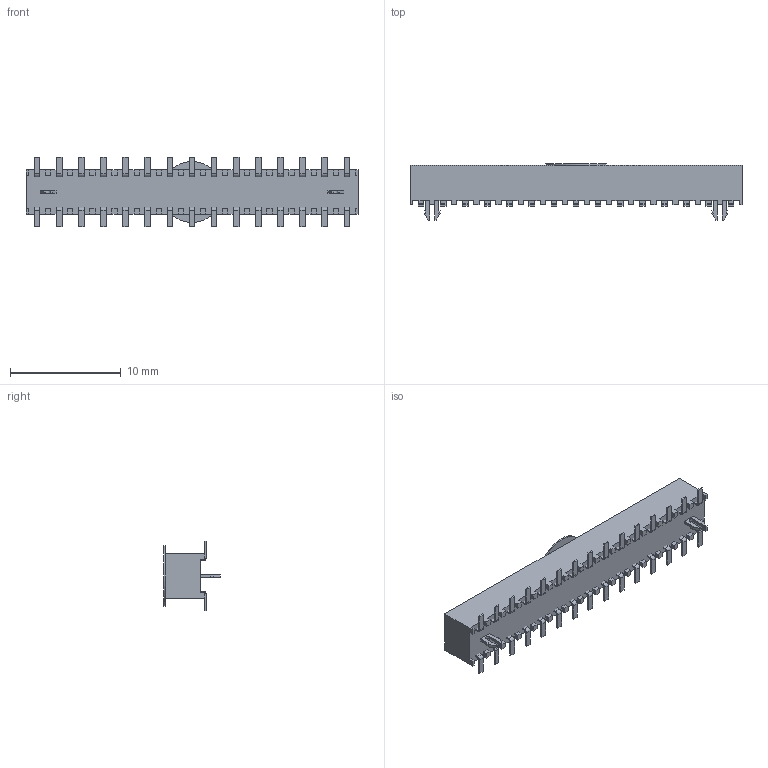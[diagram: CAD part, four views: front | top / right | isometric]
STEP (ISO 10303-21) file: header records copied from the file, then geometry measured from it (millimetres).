
FILE_DESCRIPTION(/* description */ ('STEP AP214'),/* implementation_level */ '2;1');
FILE_NAME(/* name */ 'SMM-115-02-S-D-LC-K-TR',/* time_stamp */ '2024-06-26T12:07:02+02:00',/* author */ ('License CC BY-ND 4.0'),/* organization */ ('CADENAS'),/* preprocessor_version */ 'ST-DEVELOPER v19.3',/* originating_system */ 'PARTsolutions',/* authorisation */ ' ');
FILE_SCHEMA (('AUTOMOTIVE_DESIGN {1 0 10303 214 3 1 1}'));
Length unit declared in the file: inch
Products named in the file (4): SMM-115-02-S-D-LC-K-TR; SMM-115-02-xx-D-LC_socket; C-56-02-15-D_pins; K-DOT-0.2165-0.313-0.005-D_polyamide_pick
Assembly tree (3 placements, depth 2):
  SMM-115-02-S-D-LC-K-TR
    SMM-115-02-xx-D-LC_socket
    C-56-02-15-D_pins
    K-DOT-0.2165-0.313-0.005-D_polyamide_pick
Bounding box: 29.98 x 5.08 x 6.29 mm (x, y, z)
Volume: 462 mm3; surface area: 1063.4 mm2
Topology: 3 solids, 3 shells, 687 faces, 1827 edges, 1178 vertices
Faces by surface type: plane 624, cylinder 63
Full cylindrical faces by diameter (mm): 5.499 x1
Entity records: 20947 total; most frequent: CARTESIAN_POINT 3695, ORIENTED_EDGE 3652, DIRECTION 3334, EDGE_CURVE 1826, LINE 1700, VECTOR 1700, VERTEX_POINT 1178, AXIS2_PLACEMENT_3D 817
